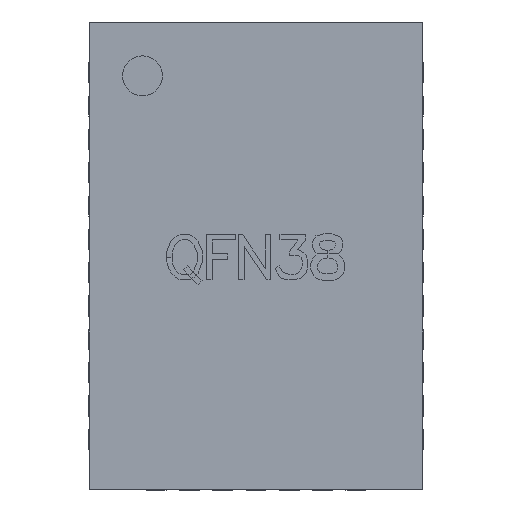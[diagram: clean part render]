
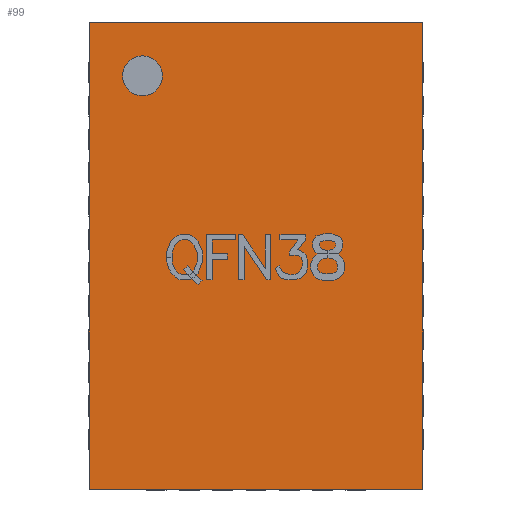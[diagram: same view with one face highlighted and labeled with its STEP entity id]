
A CAD part, top view. The second image highlights one B-rep face of the part: STEP entity #99.
In plain terms, the highlighted planar face has unit normal (0, 0, 1).
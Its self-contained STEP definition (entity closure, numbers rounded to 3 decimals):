
#80 = EDGE_CURVE ( 'NONE', #109, #107, #904, .T. ) ;
#81 = ORIENTED_EDGE ( 'NONE', *, *, #82, .F. ) ;
#82 = EDGE_CURVE ( 'NONE', #104, #109, #959, .T. ) ;
#99 = ADVANCED_FACE ( 'NONE', ( #972 ), #971, .T. ) ;
#100 = EDGE_LOOP ( 'NONE', ( #101, #105, #108, #81 ) ) ;
#101 = ORIENTED_EDGE ( 'NONE', *, *, #102, .F. ) ;
#102 = EDGE_CURVE ( 'NONE', #103, #104, #965, .T. ) ;
#103 = VERTEX_POINT ( 'NONE', #1025 ) ;
#104 = VERTEX_POINT ( 'NONE', #1024 ) ;
#105 = ORIENTED_EDGE ( 'NONE', *, *, #106, .F. ) ;
#106 = EDGE_CURVE ( 'NONE', #107, #103, #1023, .T. ) ;
#107 = VERTEX_POINT ( 'NONE', #1019 ) ;
#108 = ORIENTED_EDGE ( 'NONE', *, *, #80, .F. ) ;
#109 = VERTEX_POINT ( 'NONE', #1018 ) ;
#904 = LINE ( 'NONE', #962, #961 ) ;
#956 = DIRECTION ( 'NONE',  ( 0., -1., 0. ) ) ;
#957 = VECTOR ( 'NONE', #956, 1000. ) ;
#958 = CARTESIAN_POINT ( 'NONE',  ( 2.5, 3.5, 0.98 ) ) ;
#959 = LINE ( 'NONE', #958, #957 ) ;
#960 = DIRECTION ( 'NONE',  ( -1., 0., 0. ) ) ;
#961 = VECTOR ( 'NONE', #960, 1000. ) ;
#962 = CARTESIAN_POINT ( 'NONE',  ( 2.5, -3.5, 0.98 ) ) ;
#964 = CARTESIAN_POINT ( 'NONE',  ( -2.5, 3.5, 0.98 ) ) ;
#965 = LINE ( 'NONE', #964, #1027 ) ;
#967 = DIRECTION ( 'NONE',  ( 1., 0., 0. ) ) ;
#968 = DIRECTION ( 'NONE',  ( 0., 0., 1. ) ) ;
#969 = CARTESIAN_POINT ( 'NONE',  ( -2.5, -3.5, 0.98 ) ) ;
#970 = AXIS2_PLACEMENT_3D ( 'NONE', #969, #968, #967 ) ;
#971 = PLANE ( 'NONE',  #970 ) ;
#972 = FACE_OUTER_BOUND ( 'NONE', #100, .T. ) ;
#1018 = CARTESIAN_POINT ( 'NONE',  ( 2.5, -3.5, 0.98 ) ) ;
#1019 = CARTESIAN_POINT ( 'NONE',  ( -2.5, -3.5, 0.98 ) ) ;
#1020 = DIRECTION ( 'NONE',  ( 0., 1., 0. ) ) ;
#1021 = VECTOR ( 'NONE', #1020, 1000. ) ;
#1022 = CARTESIAN_POINT ( 'NONE',  ( -2.5, -3.5, 0.98 ) ) ;
#1023 = LINE ( 'NONE', #1022, #1021 ) ;
#1024 = CARTESIAN_POINT ( 'NONE',  ( 2.5, 3.5, 0.98 ) ) ;
#1025 = CARTESIAN_POINT ( 'NONE',  ( -2.5, 3.5, 0.98 ) ) ;
#1026 = DIRECTION ( 'NONE',  ( 1., 0., 0. ) ) ;
#1027 = VECTOR ( 'NONE', #1026, 1000. ) ;
